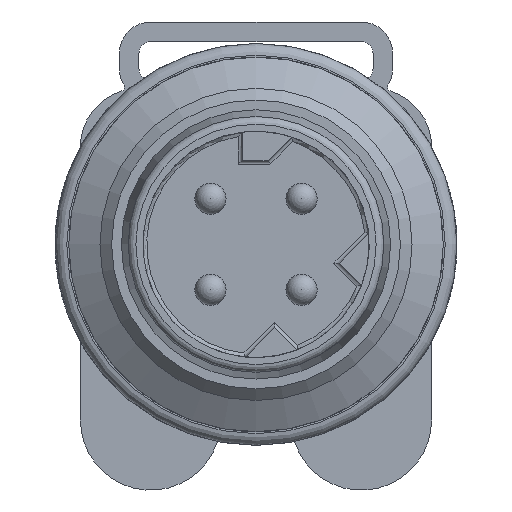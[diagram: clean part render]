
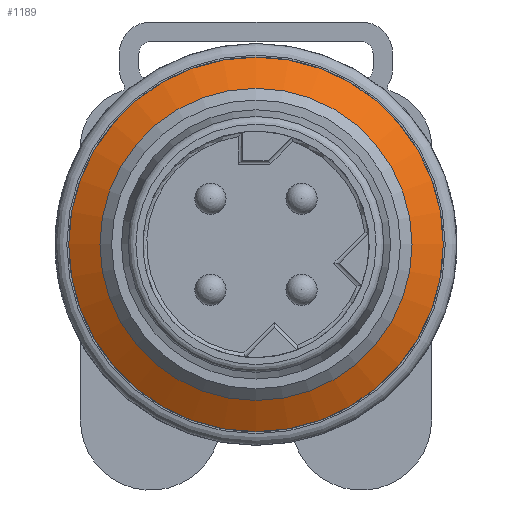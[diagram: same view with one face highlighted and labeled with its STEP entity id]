
A CAD part, front view. The second image highlights one B-rep face of the part: STEP entity #1189.
In plain terms, the highlighted conical face has half-angle 60 degrees and reference radius 4 mm.
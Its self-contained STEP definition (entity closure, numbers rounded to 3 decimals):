
#66=CONICAL_SURFACE('',#6083,4.,60.);
#190=FACE_BOUND('',#2054,.T.);
#191=FACE_BOUND('',#2055,.T.);
#1189=ADVANCED_FACE('',(#190,#191),#66,.T.);
#2054=EDGE_LOOP('',(#3426));
#2055=EDGE_LOOP('',(#3427));
#3426=ORIENTED_EDGE('',*,*,#4968,.F.);
#3427=ORIENTED_EDGE('',*,*,#4967,.T.);
#4271=VERTEX_POINT('',#10394);
#4272=VERTEX_POINT('',#10397);
#4967=EDGE_CURVE('',#4271,#4271,#5465,.T.);
#4968=EDGE_CURVE('',#4272,#4272,#5466,.T.);
#5465=CIRCLE('',#6080,4.);
#5466=CIRCLE('',#6082,4.8);
#6080=AXIS2_PLACEMENT_3D('',#10393,#7480,#7481);
#6082=AXIS2_PLACEMENT_3D('',#10396,#7484,#7485);
#6083=AXIS2_PLACEMENT_3D('',#10398,#7486,#7487);
#7480=DIRECTION('',(0.,1.,0.));
#7481=DIRECTION('',(0.,0.,1.));
#7484=DIRECTION('',(0.,1.,0.));
#7485=DIRECTION('',(0.,0.,1.));
#7486=DIRECTION('',(0.,1.,0.));
#7487=DIRECTION('',(0.,0.,1.));
#10393=CARTESIAN_POINT('',(105.675,-11.075,0.));
#10394=CARTESIAN_POINT('',(105.675,-11.075,4.));
#10396=CARTESIAN_POINT('',(105.675,-10.613,0.));
#10397=CARTESIAN_POINT('',(105.675,-10.613,4.8));
#10398=CARTESIAN_POINT('',(105.675,-11.075,0.));
